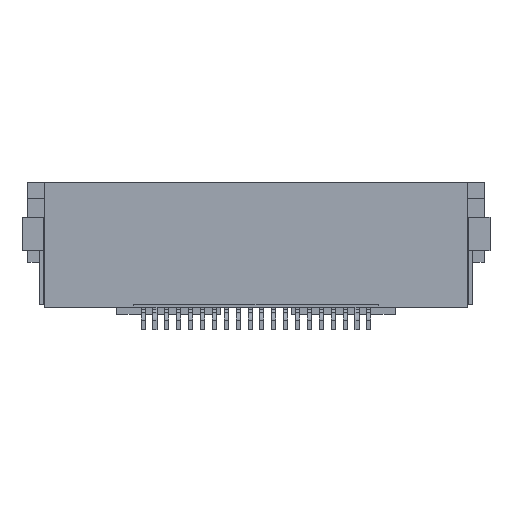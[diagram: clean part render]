
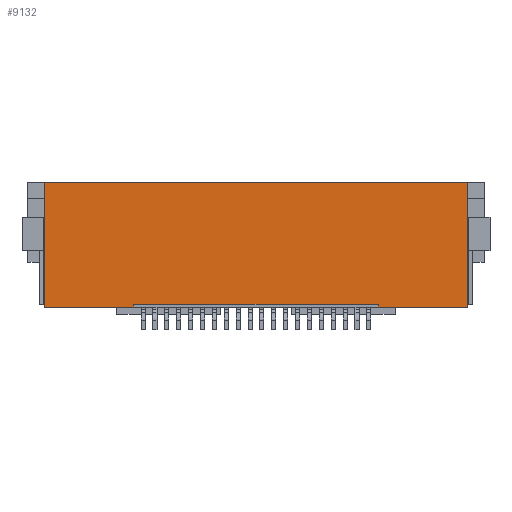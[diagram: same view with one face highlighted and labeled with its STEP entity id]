
A CAD part, front view. The second image highlights one B-rep face of the part: STEP entity #9132.
In plain terms, the highlighted planar face has unit normal (0, -1, 0).
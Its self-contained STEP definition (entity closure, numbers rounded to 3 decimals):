
#717=DIRECTION('',(1.,0.,0.));
#718=VECTOR('',#717,17.79);
#719=CARTESIAN_POINT('',(-8.895,-1.83,2.625));
#720=LINE('',#719,#718);
#761=DIRECTION('',(0.,0.,1.));
#762=VECTOR('',#761,0.12);
#763=CARTESIAN_POINT('',(-5.15,-1.83,-2.625));
#764=LINE('',#763,#762);
#765=DIRECTION('',(0.,0.,1.));
#766=VECTOR('',#765,5.25);
#767=CARTESIAN_POINT('',(-8.895,-1.83,-2.625));
#768=LINE('',#767,#766);
#769=DIRECTION('',(0.,0.,1.));
#770=VECTOR('',#769,0.12);
#771=CARTESIAN_POINT('',(5.15,-1.83,-2.625));
#772=LINE('',#771,#770);
#773=DIRECTION('',(1.,0.,0.));
#774=VECTOR('',#773,10.3);
#775=CARTESIAN_POINT('',(-5.15,-1.83,-2.505));
#776=LINE('',#775,#774);
#797=DIRECTION('',(1.,0.,0.));
#798=VECTOR('',#797,3.745);
#799=CARTESIAN_POINT('',(5.15,-1.83,-2.625));
#800=LINE('',#799,#798);
#849=DIRECTION('',(1.,0.,0.));
#850=VECTOR('',#849,3.745);
#851=CARTESIAN_POINT('',(-8.895,-1.83,-2.625));
#852=LINE('',#851,#850);
#877=DIRECTION('',(0.,0.,1.));
#878=VECTOR('',#877,5.25);
#879=CARTESIAN_POINT('',(8.895,-1.83,-2.625));
#880=LINE('',#879,#878);
#6453=CARTESIAN_POINT('',(-8.895,-1.83,2.625));
#6454=CARTESIAN_POINT('',(8.895,-1.83,2.625));
#6455=VERTEX_POINT('',#6453);
#6456=VERTEX_POINT('',#6454);
#6469=CARTESIAN_POINT('',(-8.895,-1.83,-2.625));
#6470=VERTEX_POINT('',#6469);
#6471=CARTESIAN_POINT('',(8.895,-1.83,-2.625));
#6472=VERTEX_POINT('',#6471);
#6665=CARTESIAN_POINT('',(-5.15,-1.83,-2.625));
#6667=VERTEX_POINT('',#6665);
#6669=CARTESIAN_POINT('',(5.15,-1.83,-2.625));
#6671=VERTEX_POINT('',#6669);
#6673=CARTESIAN_POINT('',(-5.15,-1.83,-2.505));
#6674=VERTEX_POINT('',#6673);
#6675=CARTESIAN_POINT('',(5.15,-1.83,-2.505));
#6676=VERTEX_POINT('',#6675);
#9111=CARTESIAN_POINT('',(-8.895,-1.83,-2.625));
#9112=DIRECTION('',(0.,-1.,0.));
#9113=DIRECTION('',(1.,0.,0.));
#9114=AXIS2_PLACEMENT_3D('',#9111,#9112,#9113);
#9115=PLANE('',#9114);
#9117=ORIENTED_EDGE('',*,*,#9116,.F.);
#9119=ORIENTED_EDGE('',*,*,#9118,.F.);
#9120=ORIENTED_EDGE('',*,*,#9098,.T.);
#9121=ORIENTED_EDGE('',*,*,#9060,.T.);
#9123=ORIENTED_EDGE('',*,*,#9122,.F.);
#9125=ORIENTED_EDGE('',*,*,#9124,.F.);
#9127=ORIENTED_EDGE('',*,*,#9126,.T.);
#9129=ORIENTED_EDGE('',*,*,#9128,.F.);
#9130=EDGE_LOOP('',(#9117,#9119,#9120,#9121,#9123,#9125,#9127,#9129));
#9131=FACE_OUTER_BOUND('',#9130,.F.);
#9132=ADVANCED_FACE('',(#9131),#9115,.T.);
#9060=EDGE_CURVE('',#6455,#6456,#720,.T.);
#9098=EDGE_CURVE('',#6470,#6455,#768,.T.);
#9116=EDGE_CURVE('',#6667,#6674,#764,.T.);
#9118=EDGE_CURVE('',#6470,#6667,#852,.T.);
#9122=EDGE_CURVE('',#6472,#6456,#880,.T.);
#9124=EDGE_CURVE('',#6671,#6472,#800,.T.);
#9126=EDGE_CURVE('',#6671,#6676,#772,.T.);
#9128=EDGE_CURVE('',#6674,#6676,#776,.T.);
